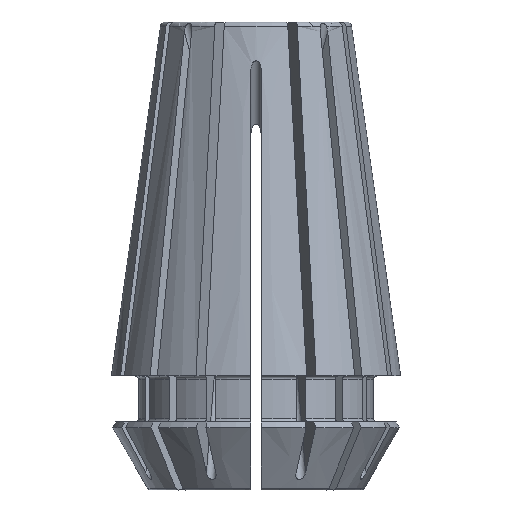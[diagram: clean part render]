
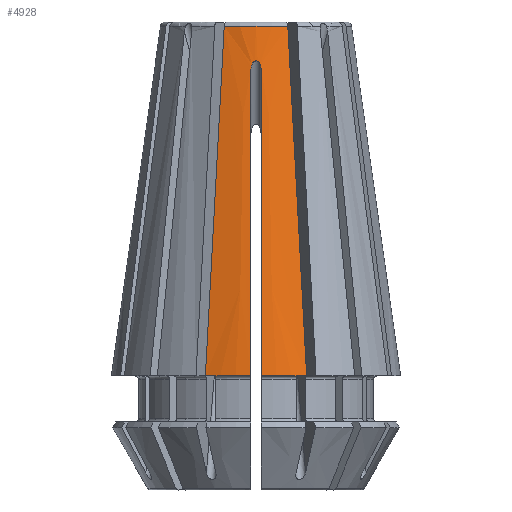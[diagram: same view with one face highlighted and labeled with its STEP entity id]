
A CAD part, front view. The second image highlights one B-rep face of the part: STEP entity #4928.
In plain terms, the highlighted conical face has half-angle 8 degrees and reference radius 5.613 mm.
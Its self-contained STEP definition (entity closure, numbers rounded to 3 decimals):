
#37=CONICAL_SURFACE('',#5207,5.613,0.14);
#141=B_SPLINE_CURVE_WITH_KNOTS('',3,(#7007,#7008,#7009,#7010),
 .UNSPECIFIED.,.F.,.F.,(4,4),(0.,0.02),
 .UNSPECIFIED.);
#142=B_SPLINE_CURVE_WITH_KNOTS('',3,(#7011,#7012,#7013,#7014),
 .UNSPECIFIED.,.F.,.F.,(4,4),(0.,0.02),
 .UNSPECIFIED.);
#143=B_SPLINE_CURVE_WITH_KNOTS('',3,(#7018,#7019,#7020,#7021),
 .UNSPECIFIED.,.F.,.F.,(4,4),(0.011,0.03),
 .UNSPECIFIED.);
#144=B_SPLINE_CURVE_WITH_KNOTS('',3,(#7023,#7024,#7025,#7026,#7027,#7028,
#7029,#7030,#7031),.UNSPECIFIED.,.F.,.F.,(4,1,1,1,1,1,4),(0.,0.,
0.,0.001,0.001,0.001,
0.001),.UNSPECIFIED.);
#145=B_SPLINE_CURVE_WITH_KNOTS('',3,(#7033,#7034,#7035,#7036),
 .UNSPECIFIED.,.F.,.F.,(4,4),(0.011,0.03),
 .UNSPECIFIED.);
#1072=ORIENTED_EDGE('',*,*,#2725,.T.);
#1073=ORIENTED_EDGE('',*,*,#2726,.T.);
#1074=ORIENTED_EDGE('',*,*,#2712,.F.);
#1075=ORIENTED_EDGE('',*,*,#2727,.F.);
#1076=ORIENTED_EDGE('',*,*,#2728,.T.);
#1077=ORIENTED_EDGE('',*,*,#2729,.T.);
#1078=ORIENTED_EDGE('',*,*,#2730,.T.);
#1079=ORIENTED_EDGE('',*,*,#2731,.F.);
#2712=EDGE_CURVE('',#3540,#3541,#4090,.T.);
#2725=EDGE_CURVE('',#3550,#3551,#4094,.F.);
#2726=EDGE_CURVE('',#3551,#3541,#141,.T.);
#2727=EDGE_CURVE('',#3552,#3540,#142,.T.);
#2728=EDGE_CURVE('',#3552,#3553,#4095,.F.);
#2729=EDGE_CURVE('',#3553,#3554,#143,.F.);
#2730=EDGE_CURVE('',#3554,#3555,#144,.T.);
#2731=EDGE_CURVE('',#3550,#3555,#145,.F.);
#3540=VERTEX_POINT('',#6959);
#3541=VERTEX_POINT('',#6960);
#3550=VERTEX_POINT('',#7005);
#3551=VERTEX_POINT('',#7006);
#3552=VERTEX_POINT('',#7015);
#3553=VERTEX_POINT('',#7017);
#3554=VERTEX_POINT('',#7022);
#3555=VERTEX_POINT('',#7032);
#4090=CIRCLE('',#5201,5.613);
#4094=CIRCLE('',#5208,8.5);
#4095=CIRCLE('',#5209,8.5);
#4312=EDGE_LOOP('',(#1072,#1073,#1074,#1075,#1076,#1077,#1078,#1079));
#4572=FACE_BOUND('',#4312,.T.);
#4928=ADVANCED_FACE('',(#4572),#37,.T.);
#5201=AXIS2_PLACEMENT_3D('',#6958,#5705,#5706);
#5207=AXIS2_PLACEMENT_3D('',#7003,#5721,#5722);
#5208=AXIS2_PLACEMENT_3D('',#7004,#5723,#5724);
#5209=AXIS2_PLACEMENT_3D('',#7016,#5725,#5726);
#5705=DIRECTION('',(0.,0.,1.));
#5706=DIRECTION('',(1.,0.,0.));
#5721=DIRECTION('',(0.,0.,-1.));
#5722=DIRECTION('',(-1.,0.,0.));
#5723=DIRECTION('',(0.,0.,-1.));
#5724=DIRECTION('',(-1.,0.,0.));
#5725=DIRECTION('',(0.,0.,-1.));
#5726=DIRECTION('',(-1.,0.,0.));
#6958=CARTESIAN_POINT('',(0.,0.,27.242));
#6959=CARTESIAN_POINT('',(-1.868,-5.293,27.242));
#6960=CARTESIAN_POINT('',(1.868,-5.293,27.242));
#7003=CARTESIAN_POINT('',(0.,0.,27.242));
#7004=CARTESIAN_POINT('',(0.,0.,6.7));
#7005=CARTESIAN_POINT('',(0.3,-8.495,6.7));
#7006=CARTESIAN_POINT('',(2.974,-7.963,6.7));
#7007=CARTESIAN_POINT('',(2.974,-7.963,6.7));
#7008=CARTESIAN_POINT('',(2.605,-7.073,13.547));
#7009=CARTESIAN_POINT('',(2.237,-6.184,20.395));
#7010=CARTESIAN_POINT('',(1.868,-5.293,27.242));
#7011=CARTESIAN_POINT('',(-2.974,-7.963,6.7));
#7012=CARTESIAN_POINT('',(-2.605,-7.073,13.547));
#7013=CARTESIAN_POINT('',(-2.237,-6.184,20.395));
#7014=CARTESIAN_POINT('',(-1.868,-5.293,27.242));
#7015=CARTESIAN_POINT('',(-2.974,-7.963,6.7));
#7016=CARTESIAN_POINT('',(0.,0.,6.7));
#7017=CARTESIAN_POINT('',(-0.3,-8.495,6.7));
#7018=CARTESIAN_POINT('',(-0.3,-5.96,24.722));
#7019=CARTESIAN_POINT('',(-0.3,-6.805,18.715));
#7020=CARTESIAN_POINT('',(-0.3,-7.65,12.707));
#7021=CARTESIAN_POINT('',(-0.3,-8.495,6.7));
#7022=CARTESIAN_POINT('',(-0.3,-5.96,24.722));
#7023=CARTESIAN_POINT('',(-0.3,-5.96,24.722));
#7024=CARTESIAN_POINT('',(-0.3,-5.945,24.828));
#7025=CARTESIAN_POINT('',(-0.27,-5.924,24.984));
#7026=CARTESIAN_POINT('',(-0.155,-5.903,25.164));
#7027=CARTESIAN_POINT('',(0.,-5.895,25.241));
#7028=CARTESIAN_POINT('',(0.154,-5.903,25.164));
#7029=CARTESIAN_POINT('',(0.27,-5.924,24.984));
#7030=CARTESIAN_POINT('',(0.3,-5.945,24.827));
#7031=CARTESIAN_POINT('',(0.3,-5.96,24.722));
#7032=CARTESIAN_POINT('',(0.3,-5.96,24.722));
#7033=CARTESIAN_POINT('',(0.3,-5.96,24.722));
#7034=CARTESIAN_POINT('',(0.3,-6.805,18.715));
#7035=CARTESIAN_POINT('',(0.3,-7.65,12.707));
#7036=CARTESIAN_POINT('',(0.3,-8.495,6.7));
